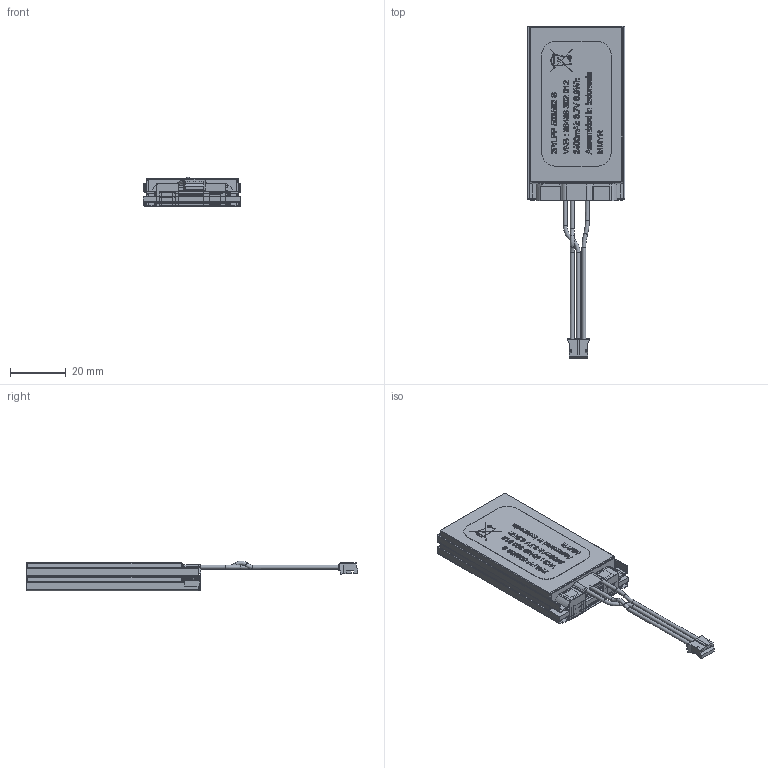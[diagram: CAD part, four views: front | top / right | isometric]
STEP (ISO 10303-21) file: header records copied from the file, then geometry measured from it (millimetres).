
FILE_DESCRIPTION(/* description */ (''),/* implementation_level */ '2;1');
FILE_NAME(/* name */ '715415.stp',/* time_stamp */ '2015-10-05T14:16:59+07:00',/* author */ ('Bony'),/* organization */ (''),/* preprocessor_version */ 'ST-DEVELOPER v15.6',/* originating_system */ 'Autodesk Inventor 2015',/* authorisation */ '');
FILE_SCHEMA (('AUTOMOTIVE_DESIGN { 1 0 10303 214 3 1 1 }'));
Products named in the file (1): 715415
Bounding box: 35.3 x 119.65 x 10.77 mm (x, y, z)
Volume: 20746.5 mm3; surface area: 15691.8 mm2
Topology: 1 solids, 6 shells, 2101 faces, 5880 edges, 3885 vertices
Faces by surface type: plane 1353, bspline 510, cylinder 189, torus 33, cone 16
Full cylindrical faces by diameter (mm): 0.5 x2, 1.4 x6, 1.5 x2
Entity records: 73359 total; most frequent: CARTESIAN_POINT 20264, ORIENTED_EDGE 11716, DIRECTION 8446, EDGE_CURVE 5858, LINE 4264, VECTOR 4264, VERTEX_POINT 3881, EDGE_LOOP 2273
